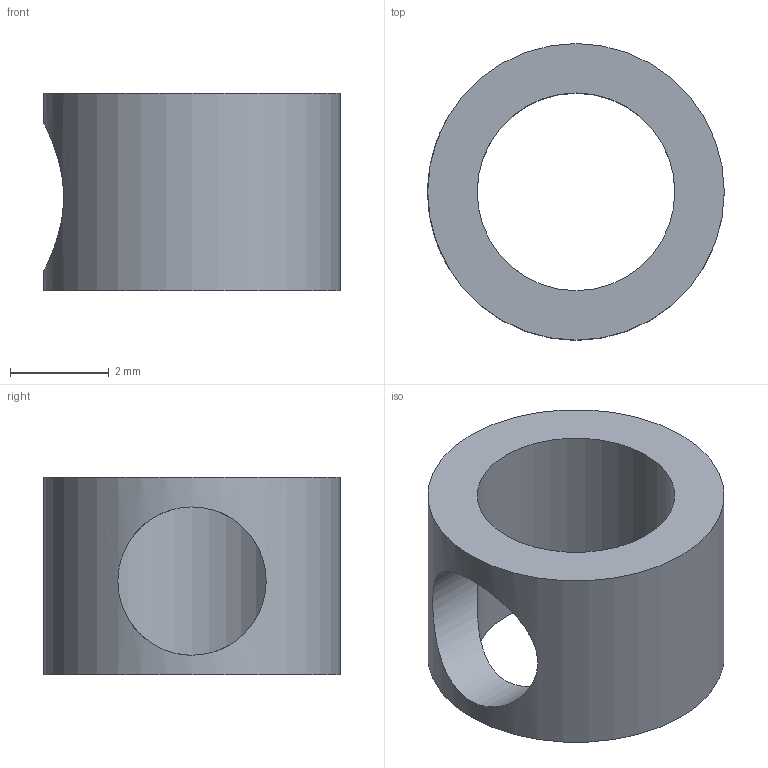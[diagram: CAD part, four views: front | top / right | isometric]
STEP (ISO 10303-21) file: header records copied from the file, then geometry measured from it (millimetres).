
FILE_DESCRIPTION(('FreeCAD Model'),'2;1');
FILE_NAME('DowelPin_4mm_L4mm_setscrew_M3.step', '2015-08-19T10:16:22',('Author'),(''), 'Open CASCADE STEP processor 6.8','FreeCAD','Unknown');
FILE_SCHEMA(('AUTOMOTIVE_DESIGN_CC2 { 1 2 10303 214 -1 1 5 4 }'));
Length unit declared in the file: millimetre
Products named in the file (1): Cut001
Bounding box: 6 x 6 x 4 mm (x, y, z)
Volume: 55.4 mm3; surface area: 152.6 mm2
Topology: 1 solids, 1 shells, 5 faces, 15 edges, 12 vertices
Faces by surface type: cylinder 3, plane 2
Full cylindrical faces by diameter (mm): 3 x1, 4 x1, 6 x1
Entity records: 1185 total; most frequent: CARTESIAN_POINT 903, DIRECTION 33, ORIENTED_EDGE 30, PCURVE 30, DEFINITIONAL_REPRESENTATION 30, B_SPLINE_CURVE_WITH_KNOTS 24, EDGE_CURVE 15, LINE 13
